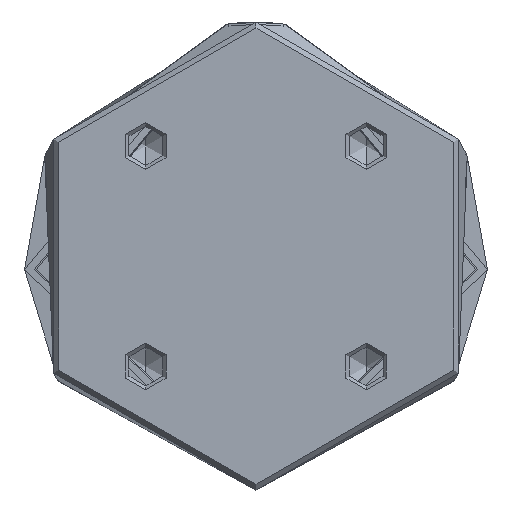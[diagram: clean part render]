
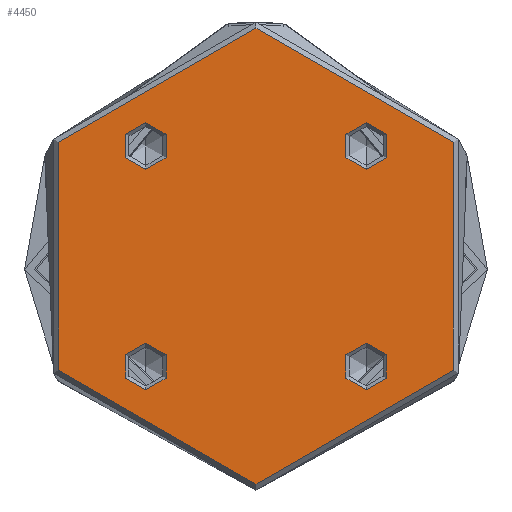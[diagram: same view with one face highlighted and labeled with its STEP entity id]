
A CAD part, front view. The second image highlights one B-rep face of the part: STEP entity #4450.
In plain terms, the highlighted face is planar.
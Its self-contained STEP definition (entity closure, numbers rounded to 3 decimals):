
#24 = CARTESIAN_POINT ( 'NONE',  ( -28.284, 28.284, 0. ) ) ;
#63 = AXIS2_PLACEMENT_3D ( 'NONE', #3000, #7387, #3614 ) ;
#73 = CARTESIAN_POINT ( 'NONE',  ( 0., 0., 0. ) ) ;
#244 = VERTEX_POINT ( 'NONE', #3659 ) ;
#324 = AXIS2_PLACEMENT_3D ( 'NONE', #7225, #3450, #7848 ) ;
#565 = DIRECTION ( 'NONE',  ( 0., 0., -1. ) ) ;
#606 = CIRCLE ( 'NONE', #1208, 6. ) ;
#628 = CIRCLE ( 'NONE', #6098, 6. ) ;
#665 = DIRECTION ( 'NONE',  ( -1., 0., 0. ) ) ;
#783 = AXIS2_PLACEMENT_3D ( 'NONE', #4895, #1028, #5530 ) ;
#809 = CARTESIAN_POINT ( 'NONE',  ( -34.284, 28.284, 0. ) ) ;
#1028 = DIRECTION ( 'NONE',  ( 0., 0., -1. ) ) ;
#1128 = CIRCLE ( 'NONE', #63, 6. ) ;
#1140 = DIRECTION ( 'NONE',  ( 0., 0., 1. ) ) ;
#1153 = FACE_BOUND ( 'NONE', #7673, .T. ) ;
#1208 = AXIS2_PLACEMENT_3D ( 'NONE', #24, #4526, #665 ) ;
#1372 = FACE_BOUND ( 'NONE', #6334, .T. ) ;
#1575 = CARTESIAN_POINT ( 'NONE',  ( 34.284, 28.284, 0. ) ) ;
#2031 = ORIENTED_EDGE ( 'NONE', *, *, #5665, .T. ) ;
#2053 = DIRECTION ( 'NONE',  ( -1., 0., 0. ) ) ;
#2220 = ORIENTED_EDGE ( 'NONE', *, *, #5600, .F. ) ;
#2454 = EDGE_CURVE ( 'NONE', #3060, #6281, #6306, .T. ) ;
#2467 = VERTEX_POINT ( 'NONE', #5878 ) ;
#2543 = VERTEX_POINT ( 'NONE', #5008 ) ;
#2566 = CIRCLE ( 'NONE', #2738, 6. ) ;
#2665 = PLANE ( 'NONE',  #2837 ) ;
#2738 = AXIS2_PLACEMENT_3D ( 'NONE', #3048, #7442, #3673 ) ;
#2756 = CARTESIAN_POINT ( 'NONE',  ( -58.5, 0., 0. ) ) ;
#2821 = CIRCLE ( 'NONE', #324, 6. ) ;
#2837 = AXIS2_PLACEMENT_3D ( 'NONE', #73, #5873, #2053 ) ;
#2902 = FACE_BOUND ( 'NONE', #6130, .T. ) ;
#2989 = EDGE_LOOP ( 'NONE', ( #5952, #2031 ) ) ;
#3000 = CARTESIAN_POINT ( 'NONE',  ( 28.284, 28.284, 0. ) ) ;
#3048 = CARTESIAN_POINT ( 'NONE',  ( 28.284, 28.284, 0. ) ) ;
#3060 = VERTEX_POINT ( 'NONE', #2756 ) ;
#3101 = EDGE_CURVE ( 'NONE', #6985, #244, #2821, .T. ) ;
#3160 = VERTEX_POINT ( 'NONE', #1575 ) ;
#3325 = DIRECTION ( 'NONE',  ( 1., 0., 0. ) ) ;
#3450 = DIRECTION ( 'NONE',  ( 0., 0., -1. ) ) ;
#3614 = DIRECTION ( 'NONE',  ( 1., 0., 0. ) ) ;
#3632 = ORIENTED_EDGE ( 'NONE', *, *, #2454, .T. ) ;
#3659 = CARTESIAN_POINT ( 'NONE',  ( 22.284, -28.284, 0. ) ) ;
#3667 = CARTESIAN_POINT ( 'NONE',  ( -28.284, -28.284, 0. ) ) ;
#3673 = DIRECTION ( 'NONE',  ( 1., 0., 0. ) ) ;
#3699 = CARTESIAN_POINT ( 'NONE',  ( -28.284, -28.284, 0. ) ) ;
#3953 = CARTESIAN_POINT ( 'NONE',  ( 0., 0., 0. ) ) ;
#4151 = EDGE_CURVE ( 'NONE', #6056, #2543, #6943, .T. ) ;
#4308 = DIRECTION ( 'NONE',  ( -1., 0., 0. ) ) ;
#4355 = DIRECTION ( 'NONE',  ( -1., 0., 0. ) ) ;
#4422 = CARTESIAN_POINT ( 'NONE',  ( 28.284, -28.284, 0. ) ) ;
#4450 = ADVANCED_FACE ( 'NONE', ( #2902, #1372, #4578, #1153, #7720 ), #2665, .F. ) ;
#4526 = DIRECTION ( 'NONE',  ( 0., 0., -1. ) ) ;
#4578 = FACE_BOUND ( 'NONE', #2989, .T. ) ;
#4718 = EDGE_CURVE ( 'NONE', #2543, #6056, #628, .T. ) ;
#4895 = CARTESIAN_POINT ( 'NONE',  ( -28.284, 28.284, 0. ) ) ;
#4965 = CARTESIAN_POINT ( 'NONE',  ( 58.5, 0., 0. ) ) ;
#4993 = CARTESIAN_POINT ( 'NONE',  ( 0., 0., 0. ) ) ;
#5008 = CARTESIAN_POINT ( 'NONE',  ( -22.284, -28.284, 0. ) ) ;
#5056 = ORIENTED_EDGE ( 'NONE', *, *, #4151, .F. ) ;
#5078 = DIRECTION ( 'NONE',  ( 1., 0., 0. ) ) ;
#5133 = VERTEX_POINT ( 'NONE', #6767 ) ;
#5169 = CIRCLE ( 'NONE', #6587, 6. ) ;
#5449 = ORIENTED_EDGE ( 'NONE', *, *, #4718, .F. ) ;
#5530 = DIRECTION ( 'NONE',  ( -1., 0., 0. ) ) ;
#5561 = CIRCLE ( 'NONE', #783, 6. ) ;
#5600 = EDGE_CURVE ( 'NONE', #2467, #3160, #2566, .T. ) ;
#5642 = DIRECTION ( 'NONE',  ( 1., 0., 0. ) ) ;
#5665 = EDGE_CURVE ( 'NONE', #244, #6985, #5169, .T. ) ;
#5688 = ORIENTED_EDGE ( 'NONE', *, *, #7299, .T. ) ;
#5826 = CIRCLE ( 'NONE', #6432, 58.5 ) ;
#5873 = DIRECTION ( 'NONE',  ( 0., 0., -1. ) ) ;
#5878 = CARTESIAN_POINT ( 'NONE',  ( 22.284, 28.284, 0. ) ) ;
#5937 = AXIS2_PLACEMENT_3D ( 'NONE', #3953, #7091, #3325 ) ;
#5952 = ORIENTED_EDGE ( 'NONE', *, *, #3101, .T. ) ;
#6056 = VERTEX_POINT ( 'NONE', #6683 ) ;
#6098 = AXIS2_PLACEMENT_3D ( 'NONE', #3699, #8107, #4355 ) ;
#6130 = EDGE_LOOP ( 'NONE', ( #5056, #5449 ) ) ;
#6154 = ORIENTED_EDGE ( 'NONE', *, *, #7696, .T. ) ;
#6203 = EDGE_CURVE ( 'NONE', #3160, #2467, #1128, .T. ) ;
#6281 = VERTEX_POINT ( 'NONE', #4965 ) ;
#6306 = CIRCLE ( 'NONE', #5937, 58.5 ) ;
#6334 = EDGE_LOOP ( 'NONE', ( #6154, #6929 ) ) ;
#6412 = EDGE_CURVE ( 'NONE', #5133, #7150, #606, .T. ) ;
#6432 = AXIS2_PLACEMENT_3D ( 'NONE', #4993, #1140, #5642 ) ;
#6587 = AXIS2_PLACEMENT_3D ( 'NONE', #4422, #565, #5078 ) ;
#6683 = CARTESIAN_POINT ( 'NONE',  ( -34.284, -28.284, 0. ) ) ;
#6767 = CARTESIAN_POINT ( 'NONE',  ( -22.284, 28.284, 0. ) ) ;
#6929 = ORIENTED_EDGE ( 'NONE', *, *, #6412, .T. ) ;
#6943 = CIRCLE ( 'NONE', #7364, 6. ) ;
#6985 = VERTEX_POINT ( 'NONE', #7591 ) ;
#7091 = DIRECTION ( 'NONE',  ( 0., 0., 1. ) ) ;
#7139 = ORIENTED_EDGE ( 'NONE', *, *, #6203, .F. ) ;
#7150 = VERTEX_POINT ( 'NONE', #809 ) ;
#7225 = CARTESIAN_POINT ( 'NONE',  ( 28.284, -28.284, 0. ) ) ;
#7299 = EDGE_CURVE ( 'NONE', #6281, #3060, #5826, .T. ) ;
#7364 = AXIS2_PLACEMENT_3D ( 'NONE', #3667, #8068, #4308 ) ;
#7387 = DIRECTION ( 'NONE',  ( 0., 0., 1. ) ) ;
#7442 = DIRECTION ( 'NONE',  ( 0., 0., 1. ) ) ;
#7591 = CARTESIAN_POINT ( 'NONE',  ( 34.284, -28.284, 0. ) ) ;
#7673 = EDGE_LOOP ( 'NONE', ( #7139, #2220 ) ) ;
#7696 = EDGE_CURVE ( 'NONE', #7150, #5133, #5561, .T. ) ;
#7720 = FACE_OUTER_BOUND ( 'NONE', #7781, .T. ) ;
#7781 = EDGE_LOOP ( 'NONE', ( #3632, #5688 ) ) ;
#7848 = DIRECTION ( 'NONE',  ( 1., 0., 0. ) ) ;
#8068 = DIRECTION ( 'NONE',  ( 0., 0., 1. ) ) ;
#8107 = DIRECTION ( 'NONE',  ( 0., 0., 1. ) ) ;
